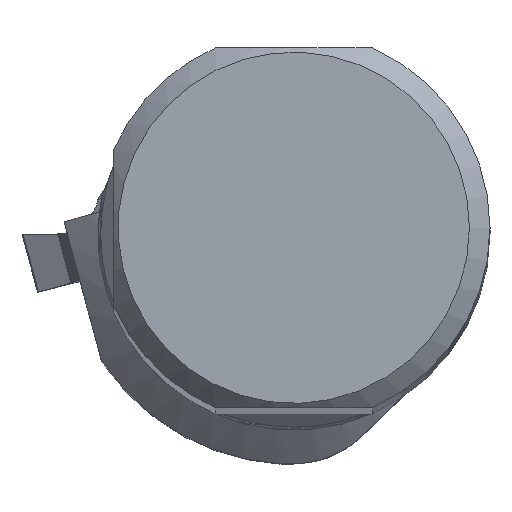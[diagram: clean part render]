
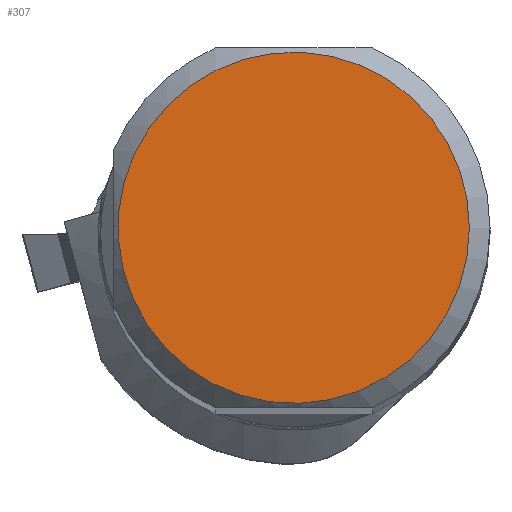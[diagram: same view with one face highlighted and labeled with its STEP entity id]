
A CAD part, top view. The second image highlights one B-rep face of the part: STEP entity #307.
In plain terms, the highlighted planar face has unit normal (0, 0, 1).
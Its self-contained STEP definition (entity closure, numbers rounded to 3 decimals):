
#223=CIRCLE('',#2197,17.039);
#307=ADVANCED_FACE('CU_SU_BP3',(#455),#369,.T.);
#369=PLANE('',#2201);
#455=FACE_OUTER_BOUND('',#560,.T.);
#560=EDGE_LOOP('',(#1084));
#1084=ORIENTED_EDGE('',*,*,#1637,.T.);
#1373=VERTEX_POINT('',#4252);
#1637=EDGE_CURVE('',#1373,#1373,#223,.T.);
#2197=AXIS2_PLACEMENT_3D('',#4251,#2665,#2666);
#2201=AXIS2_PLACEMENT_3D('',#4260,#2675,#2676);
#2665=DIRECTION('',(0.,0.,1.));
#2666=DIRECTION('',(1.,0.,0.));
#2675=DIRECTION('',(0.,0.,1.));
#2676=DIRECTION('',(1.,0.,0.));
#4251=CARTESIAN_POINT('',(0.,0.,0.));
#4252=CARTESIAN_POINT('',(17.039,0.,0.));
#4260=CARTESIAN_POINT('',(0.,0.,0.));
